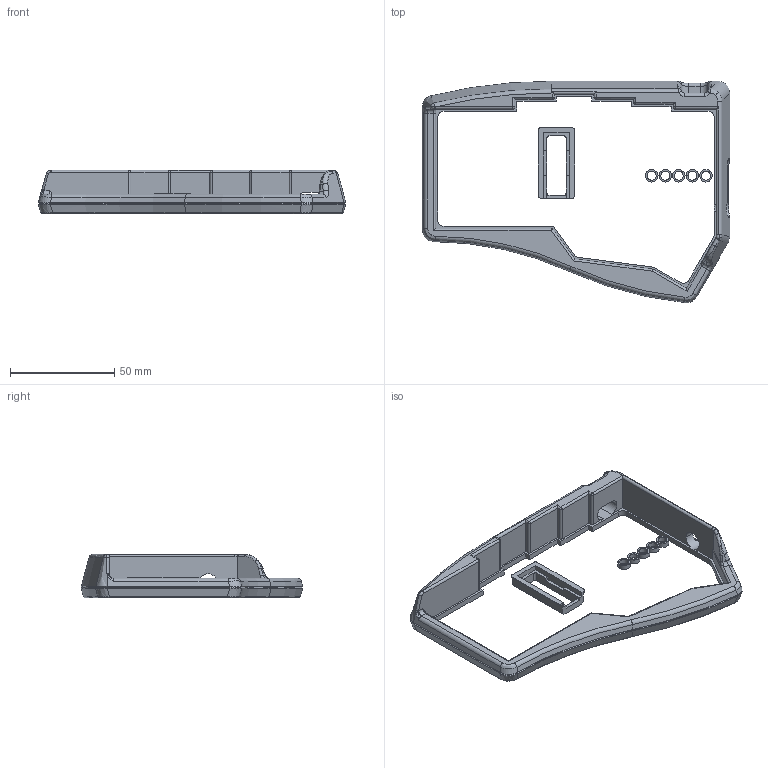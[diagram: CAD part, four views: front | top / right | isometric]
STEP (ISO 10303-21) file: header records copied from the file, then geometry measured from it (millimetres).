
FILE_DESCRIPTION (( 'STEP AP203' ), '1' );
FILE_NAME ('corne_mx.STEP', '2023-03-31T13:40:51', ( '' ), ( '' ), 'SwSTEP 2.0', 'SolidWorks 2019', '' );
FILE_SCHEMA (( 'CONFIG_CONTROL_DESIGN' ));
Length unit declared in the file: millimetre
Products named in the file (1): corne_mx
Bounding box: 147.54 x 106.37 x 20.85 mm (x, y, z)
Volume: 47709.9 mm3; surface area: 22316.6 mm2
Topology: 7 solids, 7 shells, 287 faces, 742 edges, 456 vertices
Faces by surface type: plane 113, cylinder 89, bspline 49, cone 15, torus 14, sphere 7
Entity records: 10635 total; most frequent: CARTESIAN_POINT 4012, ORIENTED_EDGE 1470, DIRECTION 1240, EDGE_CURVE 735, VERTEX_POINT 456, AXIS2_PLACEMENT_3D 433, LINE 374, VECTOR 374
